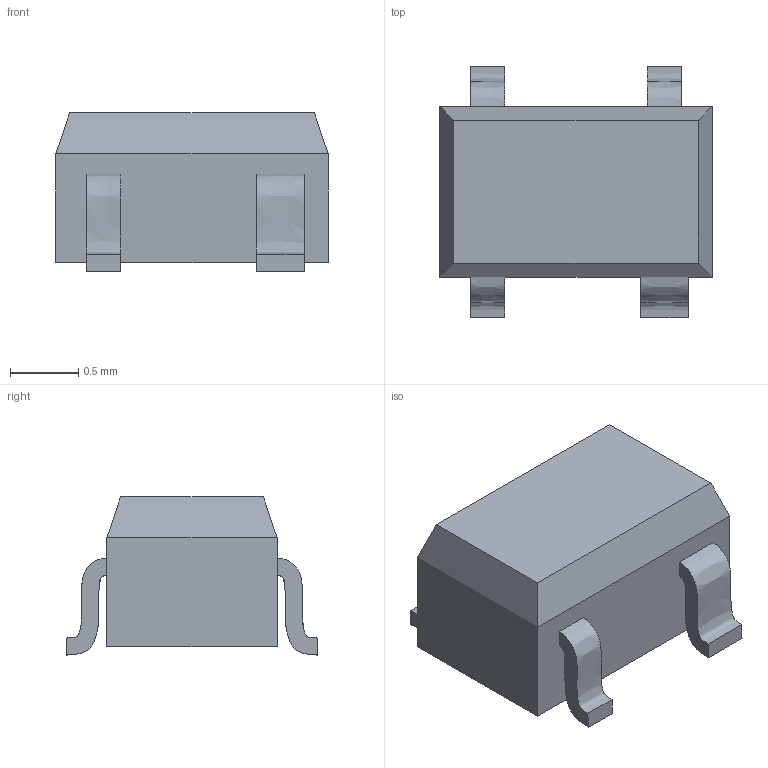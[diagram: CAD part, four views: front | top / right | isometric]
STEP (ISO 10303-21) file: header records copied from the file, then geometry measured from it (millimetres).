
FILE_DESCRIPTION (( 'STEP AP214' ), '1' );
FILE_NAME ('C62F680C-E2A5-4B3B-BD4E-A88B54551DC5.STEP', '2025-01-07T21:41:25', ( '' ), ( '' ), 'SwSTEP 2.0', 'SolidWorks 2022', '' );
FILE_SCHEMA (( 'AUTOMOTIVE_DESIGN' ));
Length unit declared in the file: millimetre
Products named in the file (1): C62F680C-E2A5-4B3B-BD4E-A88B54551DC5
Bounding box: 2 x 1.85 x 1.16 mm (x, y, z)
Volume: 2.8 mm3; surface area: 14 mm2
Topology: 1 solids, 1 shells, 30 faces, 68 edges, 44 vertices
Faces by surface type: plane 22, bspline 8
Entity records: 1664 total; most frequent: CARTESIAN_POINT 767, ORIENTED_EDGE 136, DIRECTION 98, EDGE_CURVE 68, LINE 52, VECTOR 52, VERTEX_POINT 44, EDGE_LOOP 34
